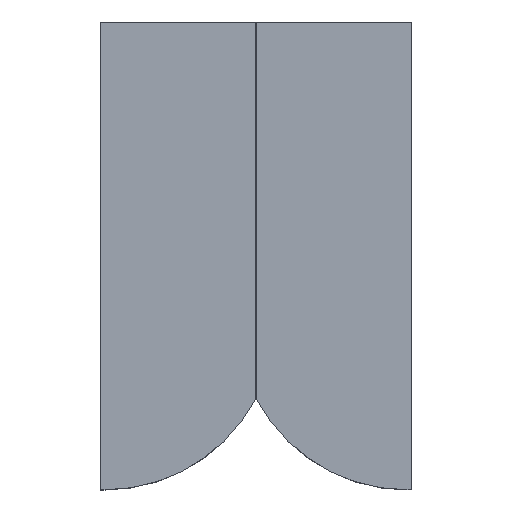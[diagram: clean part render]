
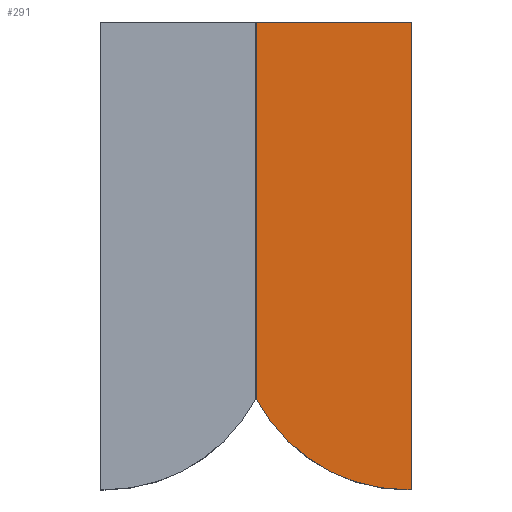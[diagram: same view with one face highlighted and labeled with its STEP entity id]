
A CAD part, top view. The second image highlights one B-rep face of the part: STEP entity #291.
In plain terms, the highlighted planar face has unit normal (0, 0, 1).
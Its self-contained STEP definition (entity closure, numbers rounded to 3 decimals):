
#8 = EDGE_CURVE ( 'NONE', #373, #305, #169, .T. ) ;
#26 = DIRECTION ( 'NONE',  ( 1., 0., 0. ) ) ;
#36 = LINE ( 'NONE', #355, #150 ) ;
#38 = VECTOR ( 'NONE', #221, 1000. ) ;
#41 = CARTESIAN_POINT ( 'NONE',  ( 581., -245., 260. ) ) ;
#53 = ORIENTED_EDGE ( 'NONE', *, *, #8, .T. ) ;
#73 = AXIS2_PLACEMENT_3D ( 'NONE', #41, #246, #327 ) ;
#79 = CARTESIAN_POINT ( 'NONE',  ( 2., 900., 260. ) ) ;
#91 = CARTESIAN_POINT ( 'NONE',  ( 600., -900., 260. ) ) ;
#93 = LINE ( 'NONE', #343, #392 ) ;
#102 = PLANE ( 'NONE',  #292 ) ;
#136 = ORIENTED_EDGE ( 'NONE', *, *, #378, .T. ) ;
#139 = DIRECTION ( 'NONE',  ( 1., 0., 0. ) ) ;
#142 = DIRECTION ( 'NONE',  ( 0., 1., 0. ) ) ;
#150 = VECTOR ( 'NONE', #142, 1000. ) ;
#165 = FACE_OUTER_BOUND ( 'NONE', #460, .T. ) ;
#169 = CIRCLE ( 'NONE', #73, 655. ) ;
#171 = DIRECTION ( 'NONE',  ( 0., 0., 1. ) ) ;
#198 = CARTESIAN_POINT ( 'NONE',  ( -581., -245., 260. ) ) ;
#200 = ORIENTED_EDGE ( 'NONE', *, *, #466, .T. ) ;
#202 = VERTEX_POINT ( 'NONE', #226 ) ;
#218 = ORIENTED_EDGE ( 'NONE', *, *, #401, .F. ) ;
#221 = DIRECTION ( 'NONE',  ( 0., 1., 0. ) ) ;
#226 = CARTESIAN_POINT ( 'NONE',  ( 600., -900., 260. ) ) ;
#237 = VERTEX_POINT ( 'NONE', #79 ) ;
#244 = CARTESIAN_POINT ( 'NONE',  ( 600., 900., 260. ) ) ;
#246 = DIRECTION ( 'NONE',  ( 0., 0., 1. ) ) ;
#247 = DIRECTION ( 'NONE',  ( -1., 0., 0. ) ) ;
#279 = EDGE_CURVE ( 'NONE', #305, #202, #430, .T. ) ;
#281 = CARTESIAN_POINT ( 'NONE',  ( 581., -900., 260. ) ) ;
#291 = ADVANCED_FACE ( 'NONE', ( #165 ), #102, .T. ) ;
#292 = AXIS2_PLACEMENT_3D ( 'NONE', #198, #171, #26 ) ;
#305 = VERTEX_POINT ( 'NONE', #314 ) ;
#308 = ORIENTED_EDGE ( 'NONE', *, *, #279, .T. ) ;
#314 = CARTESIAN_POINT ( 'NONE',  ( 581., -900., 260. ) ) ;
#327 = DIRECTION ( 'NONE',  ( 1., 0., 0. ) ) ;
#343 = CARTESIAN_POINT ( 'NONE',  ( -581., 900., 260. ) ) ;
#355 = CARTESIAN_POINT ( 'NONE',  ( 2., -245., 260. ) ) ;
#356 = VERTEX_POINT ( 'NONE', #244 ) ;
#369 = LINE ( 'NONE', #91, #38 ) ;
#373 = VERTEX_POINT ( 'NONE', #459 ) ;
#378 = EDGE_CURVE ( 'NONE', #356, #237, #93, .T. ) ;
#392 = VECTOR ( 'NONE', #247, 1000. ) ;
#401 = EDGE_CURVE ( 'NONE', #373, #237, #36, .T. ) ;
#430 = LINE ( 'NONE', #281, #463 ) ;
#459 = CARTESIAN_POINT ( 'NONE',  ( 2., -551.242, 260. ) ) ;
#460 = EDGE_LOOP ( 'NONE', ( #218, #53, #308, #200, #136 ) ) ;
#463 = VECTOR ( 'NONE', #139, 1000. ) ;
#466 = EDGE_CURVE ( 'NONE', #202, #356, #369, .T. ) ;
